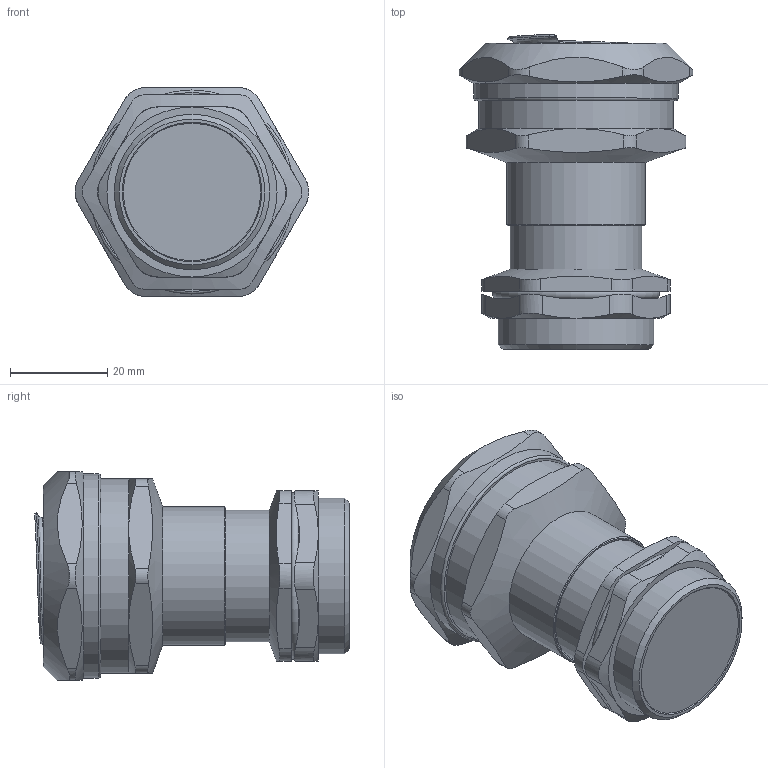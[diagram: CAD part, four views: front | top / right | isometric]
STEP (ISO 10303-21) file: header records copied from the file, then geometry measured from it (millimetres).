
FILE_DESCRIPTION(/* description */ (''),/* implementation_level */ '2;1');
FILE_NAME(/* name */ '',/* time_stamp */ '2025-07-01T10:46:20+07:00',/* author */ ('zeta-86'),/* organization */ (''),/* preprocessor_version */ 'ST-DEVELOPER v19.2',/* originating_system */ 'Autodesk Inventor 2024',/* authorisation */ '');
FILE_SCHEMA (('AUTOMOTIVE_DESIGN { 1 0 10303 214 3 1 1 }'));
Length unit declared in the file: millimetre
Products named in the file (1): Деталь1
Bounding box: 48.1 x 64.83 x 43 mm (x, y, z)
Volume: 60748.7 mm3; surface area: 11159.2 mm2
Topology: 1 solids, 1 shells, 100 faces, 248 edges, 158 vertices
Faces by surface type: plane 34, cylinder 31, cone 26, bspline 6, torus 3
Full cylindrical faces by diameter (mm): 27 x1, 28.6 x1, 32 x1, 40 x1, 42 x1
Entity records: 4076 total; most frequent: CARTESIAN_POINT 1932, ORIENTED_EDGE 496, DIRECTION 372, EDGE_CURVE 248, VERTEX_POINT 158, AXIS2_PLACEMENT_3D 152, EDGE_LOOP 108, FACE_OUTER_BOUND 100
